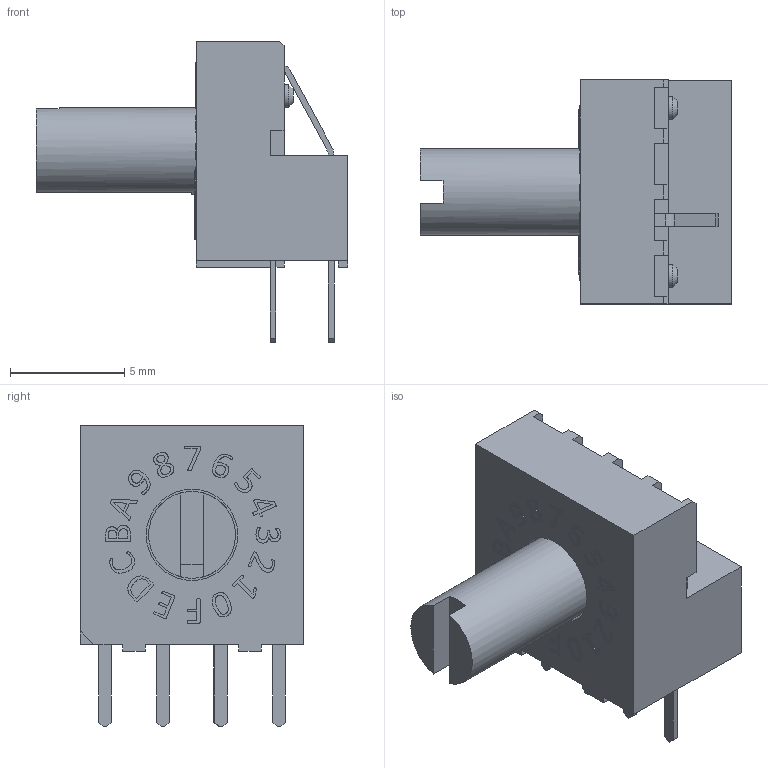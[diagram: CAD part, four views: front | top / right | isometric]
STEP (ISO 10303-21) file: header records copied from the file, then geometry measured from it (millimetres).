
FILE_DESCRIPTION(('FreeCAD Model'),'2;1');
FILE_NAME('RV4HAF-16R-V-B.step', '2020-04-18T01:54:14',('Author'),(''), 'Open CASCADE STEP processor 7.3','FreeCAD','Unknown');
FILE_SCHEMA(('AUTOMOTIVE_DESIGN { 1 0 10303 214 1 1 1 1 }'));
Length unit declared in the file: millimetre
Products named in the file (23): Pin8; Extrude7; Extrude6; Base; Knob; PinC; Pin1; Extrude5; Extrude4; Extrude3; Extrude2; Extrude1; Extrude0; ExtrudeF; ExtrudeE; ExtrudeD; ExtrudeC; ExtrudeB; ExtrudeA; Extrude9; Extrude8; Pin2; Pin4
Bounding box: 13.64 x 9.8 x 13.2 mm (x, y, z)
Volume: 527.4 mm3; surface area: 679.1 mm2
Topology: 23 solids, 23 shells, 1117 faces, 3172 edges, 2114 vertices
Faces by surface type: extrusion 848, plane 257, cylinder 10, cone 2
Full cylindrical faces by diameter (mm): 1 x2, 3.8 x1, 4 x1
Entity records: 37671 total; most frequent: CARTESIAN_POINT 11492, ORIENTED_EDGE 6344, EDGE_CURVE 3172, DIRECTION 2890, B_SPLINE_CURVE_WITH_KNOTS 2544, VECTOR 2298, VERTEX_POINT 2114, LINE 1450
